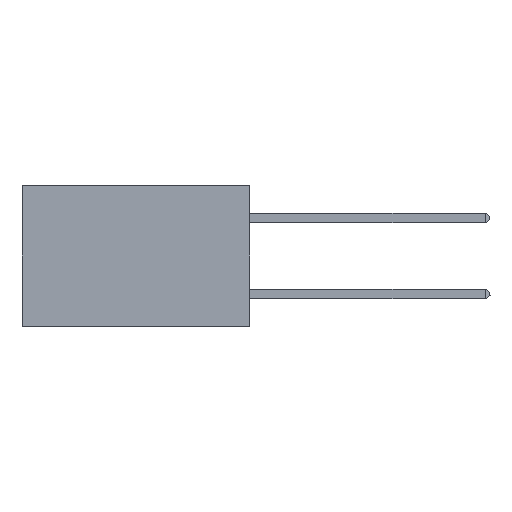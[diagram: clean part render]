
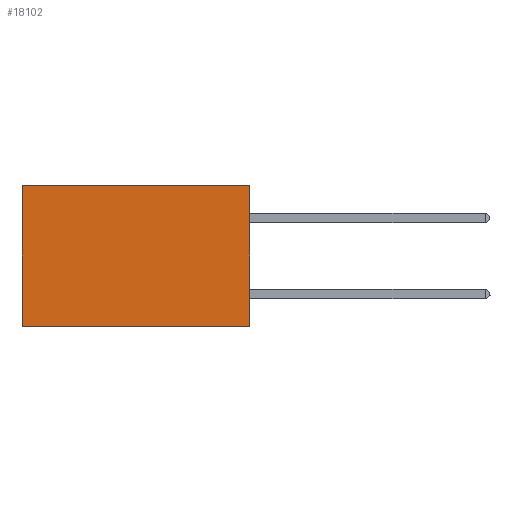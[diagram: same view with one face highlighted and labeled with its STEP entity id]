
A CAD part, left-side view. The second image highlights one B-rep face of the part: STEP entity #18102.
In plain terms, the highlighted planar face has unit normal (-1, 0, 0).
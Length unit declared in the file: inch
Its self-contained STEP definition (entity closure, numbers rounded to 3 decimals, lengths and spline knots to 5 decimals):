
#718 = DIRECTION ( 'NONE',  ( 1., 0., 0. ) ) ;
#1827 = CARTESIAN_POINT ( 'NONE',  ( 0.2875, 0., -0.37 ) ) ;
#3286 = CARTESIAN_POINT ( 'NONE',  ( 0.2875, 0.6, -0.37 ) ) ;
#3319 = CARTESIAN_POINT ( 'NONE',  ( 0.2875, 0., -0.37 ) ) ;
#3392 = DIRECTION ( 'NONE',  ( 0., 0., -1. ) ) ;
#4332 = ORIENTED_EDGE ( 'NONE', *, *, #7831, .F. ) ;
#5229 = EDGE_LOOP ( 'NONE', ( #12382, #4332, #19067, #9792 ) ) ;
#6383 = VECTOR ( 'NONE', #18903, 39.37008 ) ;
#6908 = LINE ( 'NONE', #17257, #6383 ) ;
#7049 = VERTEX_POINT ( 'NONE', #1827 ) ;
#7831 = EDGE_CURVE ( 'NONE', #7049, #8902, #13706, .T. ) ;
#7844 = VECTOR ( 'NONE', #18825, 39.37008 ) ;
#8902 = VERTEX_POINT ( 'NONE', #3286 ) ;
#9175 = VERTEX_POINT ( 'NONE', #19614 ) ;
#9534 = EDGE_CURVE ( 'NONE', #9175, #7049, #6908, .T. ) ;
#9722 = AXIS2_PLACEMENT_3D ( 'NONE', #18024, #718, #12846 ) ;
#9792 = ORIENTED_EDGE ( 'NONE', *, *, #10102, .T. ) ;
#9847 = LINE ( 'NONE', #18338, #15201 ) ;
#10102 = EDGE_CURVE ( 'NONE', #9175, #12063, #9847, .T. ) ;
#10823 = CARTESIAN_POINT ( 'NONE',  ( 0.2875, 0.6, 0. ) ) ;
#11442 = DIRECTION ( 'NONE',  ( 0., 1., 0. ) ) ;
#11980 = EDGE_CURVE ( 'NONE', #12063, #8902, #12157, .T. ) ;
#12063 = VERTEX_POINT ( 'NONE', #10823 ) ;
#12157 = LINE ( 'NONE', #18608, #12443 ) ;
#12382 = ORIENTED_EDGE ( 'NONE', *, *, #11980, .T. ) ;
#12443 = VECTOR ( 'NONE', #3392, 39.37008 ) ;
#12846 = DIRECTION ( 'NONE',  ( 0., 0., -1. ) ) ;
#13706 = LINE ( 'NONE', #3319, #7844 ) ;
#14656 = PLANE ( 'NONE',  #9722 ) ;
#15201 = VECTOR ( 'NONE', #11442, 39.37008 ) ;
#17257 = CARTESIAN_POINT ( 'NONE',  ( 0.2875, 0., 0. ) ) ;
#18024 = CARTESIAN_POINT ( 'NONE',  ( 0.2875, 0., 0. ) ) ;
#18102 = ADVANCED_FACE ( 'NONE', ( #18705 ), #14656, .F. ) ;
#18338 = CARTESIAN_POINT ( 'NONE',  ( 0.2875, 0., 0. ) ) ;
#18608 = CARTESIAN_POINT ( 'NONE',  ( 0.2875, 0.6, 0. ) ) ;
#18705 = FACE_OUTER_BOUND ( 'NONE', #5229, .T. ) ;
#18825 = DIRECTION ( 'NONE',  ( 0., 1., 0. ) ) ;
#18903 = DIRECTION ( 'NONE',  ( 0., 0., -1. ) ) ;
#19067 = ORIENTED_EDGE ( 'NONE', *, *, #9534, .F. ) ;
#19614 = CARTESIAN_POINT ( 'NONE',  ( 0.2875, 0., 0. ) ) ;
